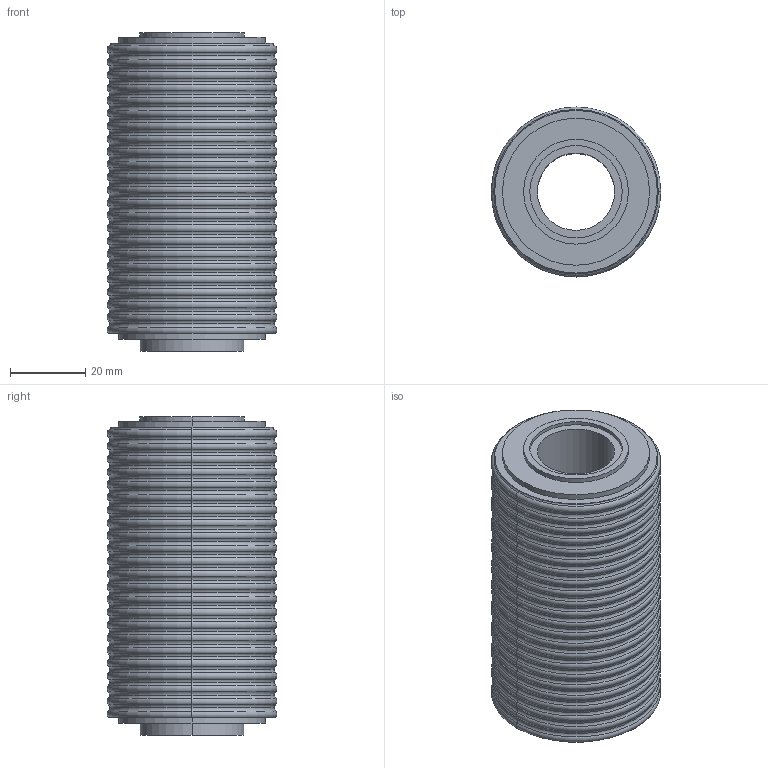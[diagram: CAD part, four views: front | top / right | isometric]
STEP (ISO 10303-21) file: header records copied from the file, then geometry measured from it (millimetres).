
FILE_DESCRIPTION (( 'STEP AP214' ), '1' );
FILE_NAME ('Rexnord-S0826-632093.STEP', '2019-04-24T12:13:27', ( '' ), ( '' ), 'SwSTEP 2.0', 'SolidWorks 2019', '' );
FILE_SCHEMA (( 'AUTOMOTIVE_DESIGN' ));
Length unit declared in the file: millimetre
Products named in the file (1): Rexnord-S0826-632093
Bounding box: 44.99 x 44.99 x 84.5 mm (x, y, z)
Volume: 77456.5 mm3; surface area: 33985.6 mm2
Topology: 1 solids, 2 shells, 166 faces, 332 edges, 176 vertices
Faces by surface type: torus 138, cylinder 16, plane 10, cone 2
Entity records: 6109 total; most frequent: DIRECTION 980, CARTESIAN_POINT 675, ORIENTED_EDGE 664, AXIS2_PLACEMENT_3D 481, EDGE_CURVE 332, CIRCLE 314, VERTEX_POINT 176, EDGE_LOOP 176
